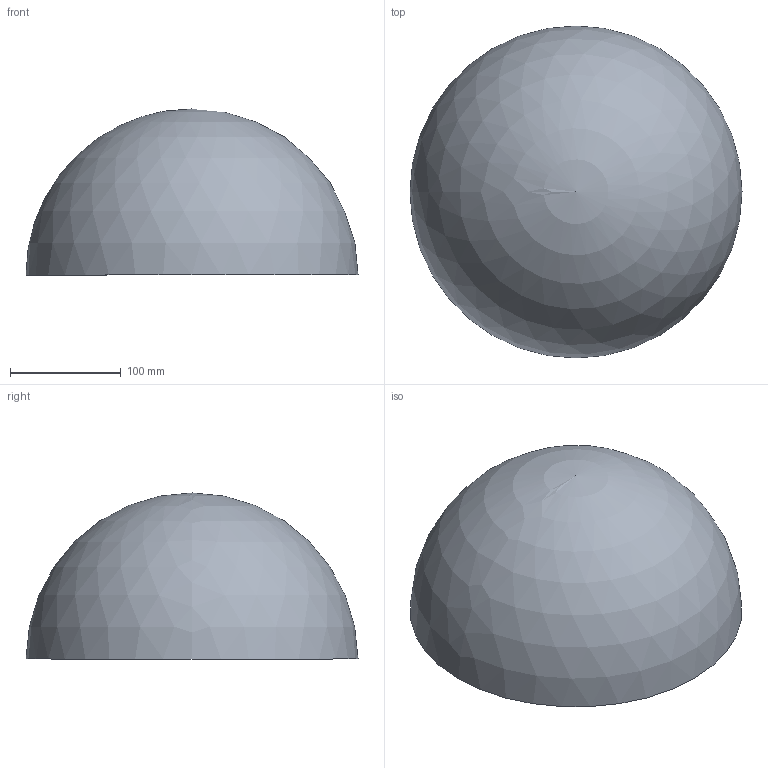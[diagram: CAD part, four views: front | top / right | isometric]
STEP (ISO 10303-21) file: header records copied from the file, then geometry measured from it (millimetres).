
FILE_DESCRIPTION (( 'STEP AP203' ), '1' );
FILE_NAME ('620300.step', '2020-07-15T11:52:23', ( '' ), ( '' ), 'SwSTEP 2.0', 'SolidWorks 2018', '' );
FILE_SCHEMA (( 'CONFIG_CONTROL_DESIGN' ));
Length unit declared in the file: millimetre
Products named in the file (1): 620300
Bounding box: 300 x 300 x 150 mm (x, y, z)
Volume: 278990.1 mm3; surface area: 280874.9 mm2
Topology: 1 solids, 1 shells, 194 faces, 518 edges, 346 vertices
Faces by surface type: bspline 104, plane 67, sphere 23
Entity records: 10543 total; most frequent: CARTESIAN_POINT 6221, ORIENTED_EDGE 1028, DIRECTION 624, EDGE_CURVE 514, VERTEX_POINT 344, AXIS2_PLACEMENT_3D 227, EDGE_LOOP 216, B_SPLINE_CURVE_WITH_KNOTS 208
